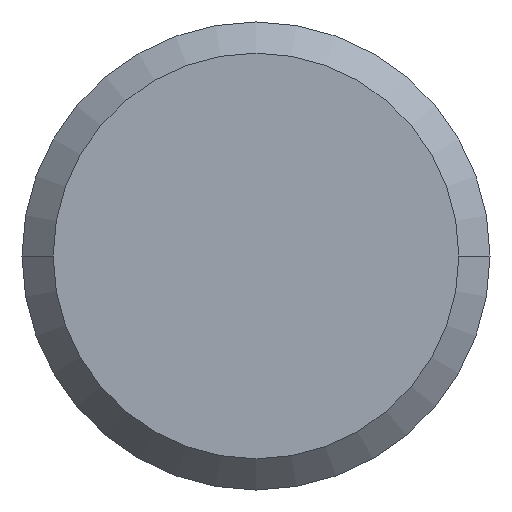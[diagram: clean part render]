
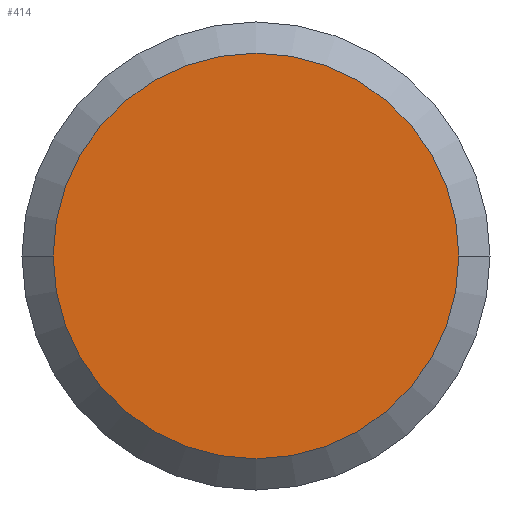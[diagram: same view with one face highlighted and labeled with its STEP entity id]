
A CAD part, front view. The second image highlights one B-rep face of the part: STEP entity #414.
In plain terms, the highlighted planar face has unit normal (0, -1, 0).
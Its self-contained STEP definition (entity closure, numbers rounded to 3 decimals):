
#191=CARTESIAN_POINT('',(0.,-50.,0.));
#192=DIRECTION('',(0.,-1.,0.));
#193=DIRECTION('',(0.,0.,1.));
#194=AXIS2_PLACEMENT_3D('',#191,#192,#193);
#199=CARTESIAN_POINT('',(0.,-50.,0.));
#200=DIRECTION('',(0.,-1.,0.));
#201=DIRECTION('',(0.,0.,-1.));
#202=AXIS2_PLACEMENT_3D('',#199,#200,#201);
#257=CARTESIAN_POINT('',(0.,-50.,5.2));
#258=CARTESIAN_POINT('',(0.,-50.,-5.2));
#259=VERTEX_POINT('',#257);
#260=VERTEX_POINT('',#258);
#405=CARTESIAN_POINT('',(0.,-50.,0.));
#406=DIRECTION('',(0.,-1.,0.));
#407=DIRECTION('',(0.,0.,1.));
#408=AXIS2_PLACEMENT_3D('',#405,#406,#407);
#409=PLANE('',#408);
#410=ORIENTED_EDGE('',*,*,#368,.F.);
#411=ORIENTED_EDGE('',*,*,#385,.F.);
#412=EDGE_LOOP('',(#410,#411));
#413=FACE_OUTER_BOUND('',#412,.F.);
#414=ADVANCED_FACE('',(#413),#409,.T.);
#195=CIRCLE('',#194,5.2);
#203=CIRCLE('',#202,5.2);
#368=EDGE_CURVE('',#259,#260,#195,.T.);
#385=EDGE_CURVE('',#260,#259,#203,.T.);
